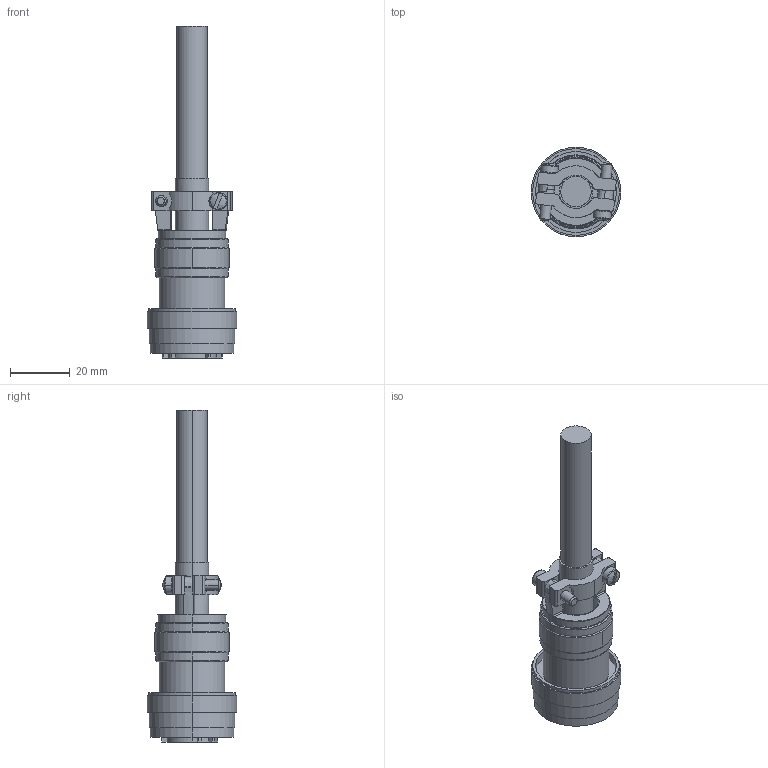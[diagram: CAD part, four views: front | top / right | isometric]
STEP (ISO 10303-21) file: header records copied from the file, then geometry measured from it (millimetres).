
FILE_DESCRIPTION (( 'STEP AP203' ), '1' );
FILE_NAME ('110233 ACCU-GLASS PRODUCTS, INC.STEP', '2010-02-23T15:23:40', ( ' ' ), ( ' ' ), 'SwSTEP 2.0', 'SolidWorks 2006004', '' );
FILE_SCHEMA (( 'CONFIG_CONTROL_DESIGN' ));
Length unit declared in the file: inch
Products named in the file (1): 110233 ACCU-GLASS PRODUCTS, INC
Bounding box: 29.87 x 29.87 x 110.94 mm (x, y, z)
Volume: 25746.9 mm3; surface area: 12782 mm2
Topology: 1 solids, 1 shells, 321 faces, 796 edges, 513 vertices
Faces by surface type: cylinder 125, plane 100, bspline 51, cone 45
Entity records: 15027 total; most frequent: CARTESIAN_POINT 7560, ORIENTED_EDGE 1592, DIRECTION 1486, EDGE_CURVE 796, AXIS2_PLACEMENT_3D 592, VERTEX_POINT 513, EDGE_LOOP 365, ADVANCED_FACE 321
